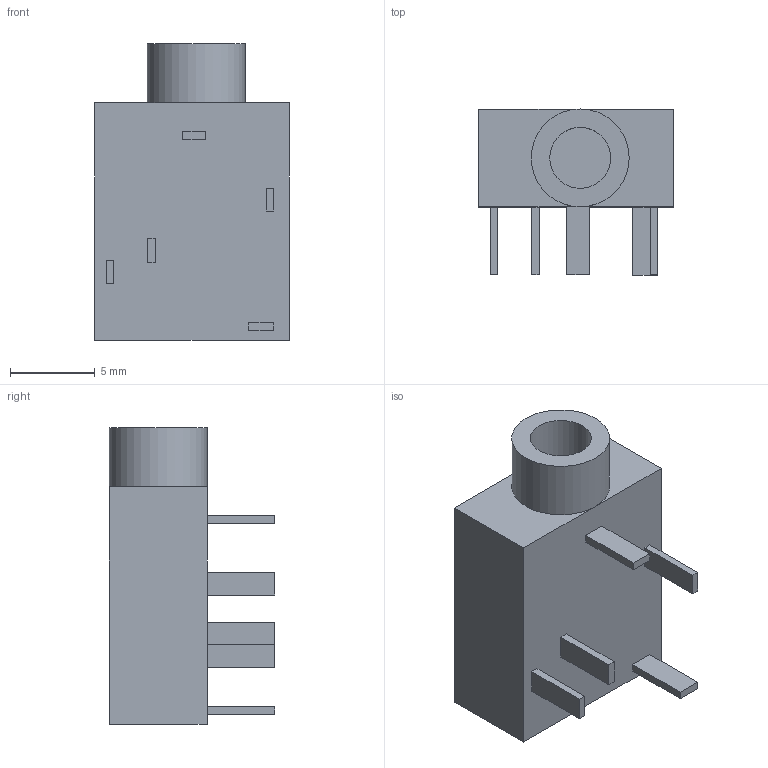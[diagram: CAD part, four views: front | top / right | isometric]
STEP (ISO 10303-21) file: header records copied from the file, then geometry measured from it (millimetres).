
FILE_DESCRIPTION (( 'STEP AP214' ), '1' );
FILE_NAME ('ST-214C.STEP', '2021-03-14T11:59:13', ( 'User Windows' ), ( '' ), 'SwSTEP 2.0', 'SolidWorks 2017', '' );
FILE_SCHEMA (( 'AUTOMOTIVE_DESIGN' ));
Length unit declared in the file: millimetre
Products named in the file (1): ST-214C
Bounding box: 11.5 x 9.78 x 17.54 mm (x, y, z)
Volume: 1002.3 mm3; surface area: 795.4 mm2
Topology: 1 solids, 1 shells, 36 faces, 82 edges, 54 vertices
Faces by surface type: plane 34, cylinder 2
Full cylindrical faces by diameter (mm): 3.6 x1, 5.781 x1
Entity records: 1098 total; most frequent: CARTESIAN_POINT 169, DIRECTION 158, ORIENTED_EDGE 158, EDGE_CURVE 79, VECTOR 74, LINE 74, VERTEX_POINT 53, EDGE_LOOP 44
